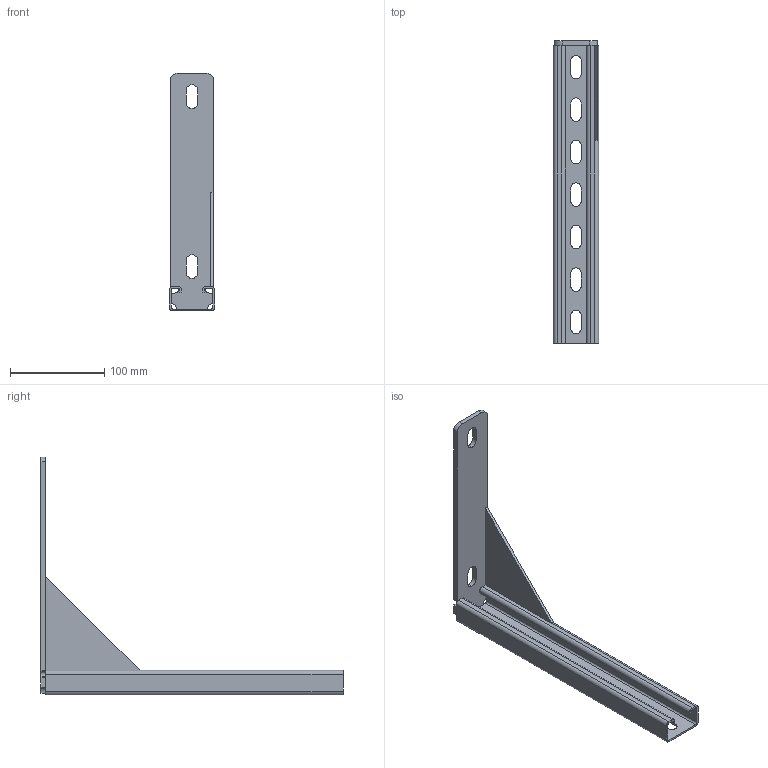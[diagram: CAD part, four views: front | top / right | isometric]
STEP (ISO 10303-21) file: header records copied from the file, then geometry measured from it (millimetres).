
FILE_DESCRIPTION (( 'STEP AP203' ), '1' );
FILE_NAME ('10-02-1435.STEP', '2013-05-02T11:59:18', ( 'asennus' ), ( '' ), 'SwSTEP 2.0', 'SolidWorks 2013', '' );
FILE_SCHEMA (( 'CONFIG_CONTROL_DESIGN' ));
Length unit declared in the file: millimetre
Products named in the file (1): 10-02-1435
Bounding box: 48 x 320 x 252 mm (x, y, z)
Volume: 138624.8 mm3; surface area: 109360.8 mm2
Topology: 3 solids, 3 shells, 122 faces, 300 edges, 184 vertices
Faces by surface type: plane 77, cylinder 45
Entity records: 3659 total; most frequent: DIRECTION 636, CARTESIAN_POINT 607, ORIENTED_EDGE 600, EDGE_CURVE 300, AXIS2_PLACEMENT_3D 213, VECTOR 210, LINE 210, VERTEX_POINT 184
